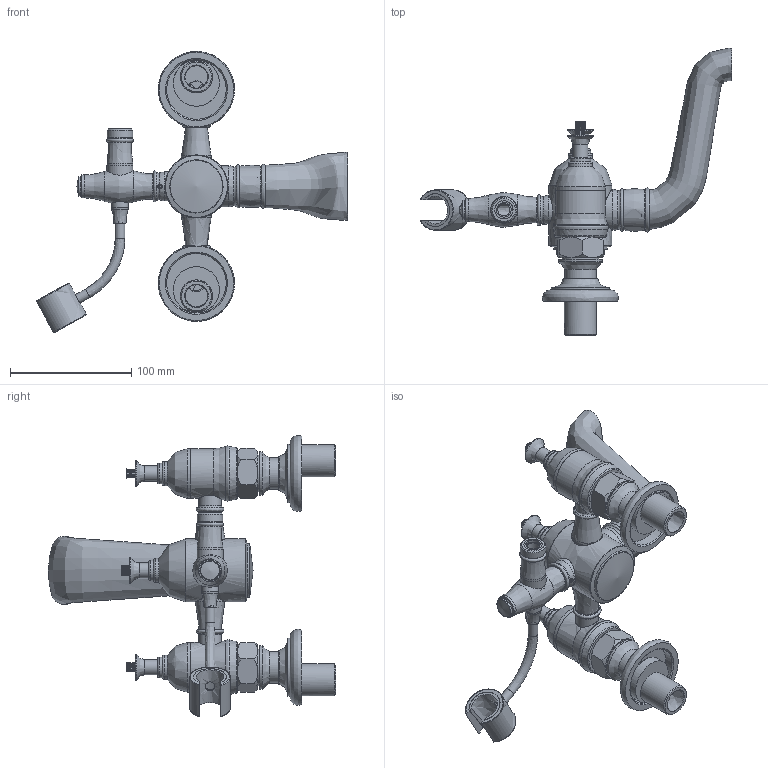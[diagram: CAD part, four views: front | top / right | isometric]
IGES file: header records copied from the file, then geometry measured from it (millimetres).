
Global section: file name: V232-UK-fairfield-BSM-cast-spout160-CTRS; native system: Autodesk Inventor 2018; preprocessor: unknown; author: G.W.; date: 20190709.074134; units: millimetre
Bounding box: 256.96 x 237.03 x 232.18 mm (x, y, z)
Volume: 531838.5 mm3; surface area: 263374.1 mm2
Topology: 71 solids, 71 shells, 2160 faces, 6047 edges, 4071 vertices
Faces by surface type: bspline 2160
